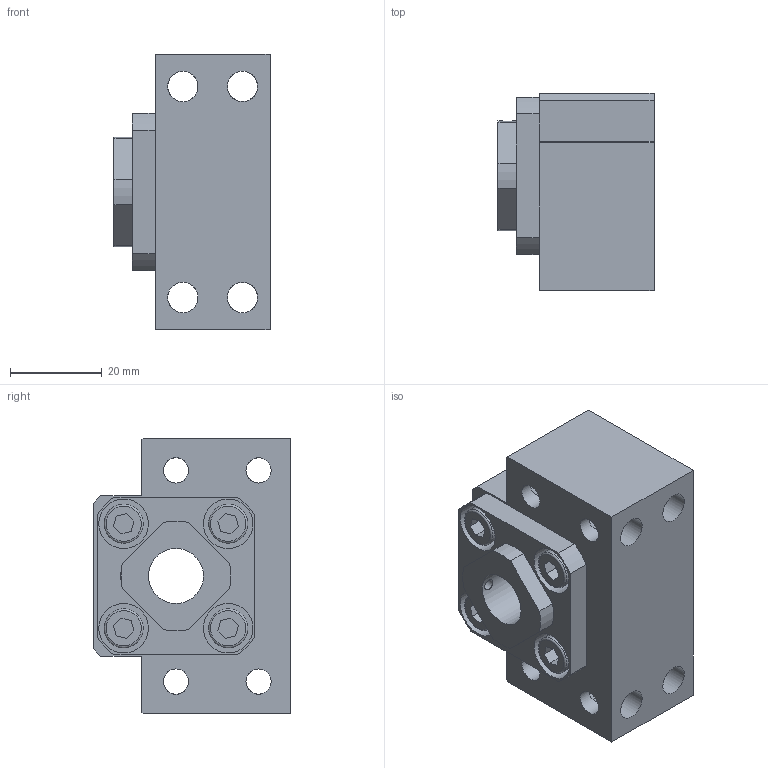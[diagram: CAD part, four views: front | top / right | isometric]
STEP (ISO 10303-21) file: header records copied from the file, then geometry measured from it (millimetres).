
FILE_DESCRIPTION(/* description */ (''),/* implementation_level */ '2;1');
FILE_NAME(/* name */ 'Опора фиксирующая BK12 01.00.stp',/* time_stamp */ '2017-01-26T12:21:22+03:00',/* author */ ('t1'),/* organization */ ('TraceParts S.A.'),/* preprocessor_version */ 'ST-DEVELOPER v16.1',/* originating_system */ 'Autodesk Inventor 2016',/* authorisation */ '');
FILE_SCHEMA (('AUTOMOTIVE_DESIGN { 1 0 10303 214 3 1 1 }'));
Length unit declared in the file: millimetre
Products named in the file (1): Опора \X2\04440438043A044104380440
 BK12 01.00
Bounding box: 34 x 43 x 60 mm (x, y, z)
Volume: 53549 mm3; surface area: 17356.9 mm2
Topology: 1 solids, 1 shells, 155 faces, 406 edges, 275 vertices
Faces by surface type: plane 100, cylinder 46, torus 8, cone 1
Full cylindrical faces by diameter (mm): 2.459 x1, 5.5 x12, 6.6 x4, 8.5 x8, 10.8 x12, 12 x1
Entity records: 5341 total; most frequent: CARTESIAN_POINT 1832, DIRECTION 690, ORIENTED_EDGE 628, EDGE_CURVE 314, EDGE_LOOP 268, AXIS2_PLACEMENT_3D 239, VERTEX_POINT 238, LINE 212
